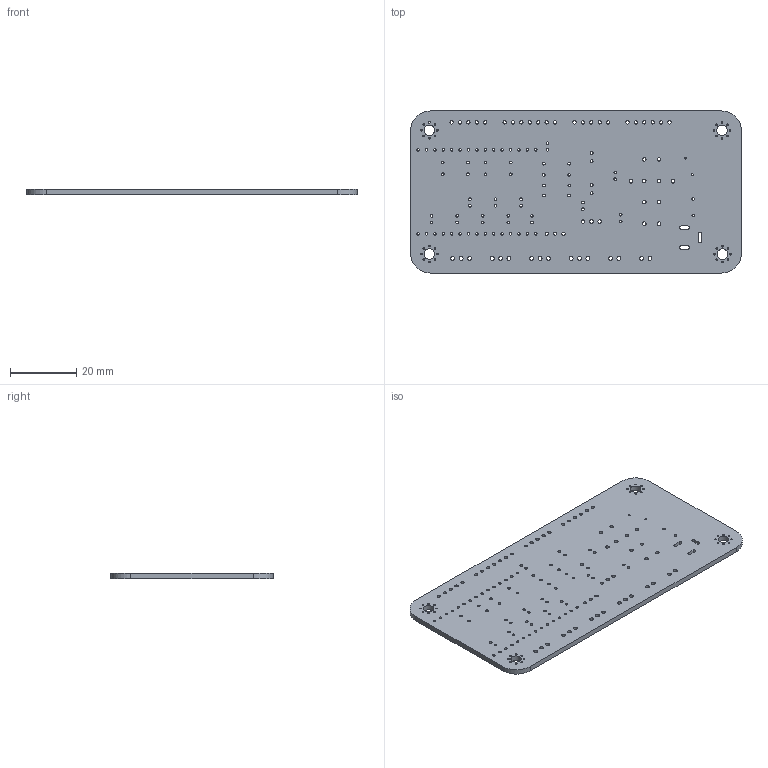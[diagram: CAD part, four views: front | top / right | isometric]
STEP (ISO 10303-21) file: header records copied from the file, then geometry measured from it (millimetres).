
FILE_DESCRIPTION(('KiCad electronic assembly'),'2;1');
FILE_NAME('eGallinero.step','2021-05-10T19:15:03',('An Author'),( 'A Company'),'Open CASCADE STEP processor 7.3', 'KiCad to STEP converter','Unknown');
FILE_SCHEMA(('AUTOMOTIVE_DESIGN { 1 0 10303 214 1 1 1 1 }'));
Length unit declared in the file: millimetre
Products named in the file (2): Open CASCADE STEP translator 7.3 1; COMPOUND
Assembly tree (1 placements, depth 2):
  Open CASCADE STEP translator 7.3 1
    COMPOUND
Bounding box: 100 x 49 x 1.6 mm (x, y, z)
Volume: 7573.8 mm3; surface area: 10713.2 mm2
Topology: 1 solids, 1 shells, 191 faces, 567 edges, 378 vertices
Faces by surface type: cylinder 179, plane 12
Full cylindrical faces by diameter (mm): 0.5 x32, 0.6 x2, 0.762 x32, 0.8 x40, 0.9 x4, 1 x26, 1.1 x13, 1.2 x16, 3.2 x4
Entity records: 14725 total; most frequent: DIRECTION 2445, CARTESIAN_POINT 2272, ORIENTED_EDGE 1134, PCURVE 1134, DEFINITIONAL_REPRESENTATION 1134, LINE 985, VECTOR 985, CIRCLE 716
